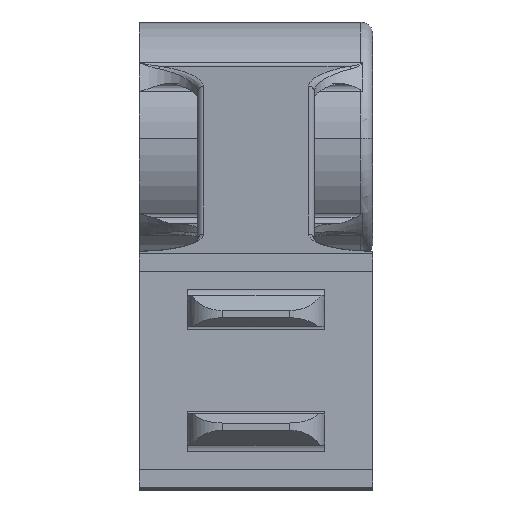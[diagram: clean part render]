
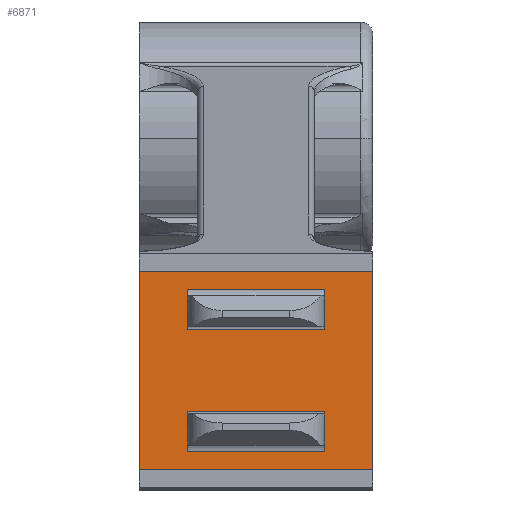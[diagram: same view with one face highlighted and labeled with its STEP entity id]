
A CAD part, top view. The second image highlights one B-rep face of the part: STEP entity #6871.
In plain terms, the highlighted planar face has unit normal (0, 0, 1).
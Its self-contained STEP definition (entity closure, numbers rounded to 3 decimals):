
#23 = FACE_BOUND ( 'NONE', #3172, .T. ) ;
#27 = FACE_BOUND ( 'NONE', #3169, .T. ) ;
#32 = FACE_OUTER_BOUND ( 'NONE', #3157, .T. ) ;
#3157 = EDGE_LOOP ( 'NONE', ( #6355, #6354, #6353, #6352 ) ) ;
#3169 = EDGE_LOOP ( 'NONE', ( #6351, #6350, #6349, #6348 ) ) ;
#3172 = EDGE_LOOP ( 'NONE', ( #6359, #6358, #6357, #6356 ) ) ;
#3757 = EDGE_CURVE ( 'NONE', #9824, #9796, #8720, .T. ) ;
#3758 = EDGE_CURVE ( 'NONE', #9824, #9825, #8716, .T. ) ;
#3759 = EDGE_CURVE ( 'NONE', #9823, #9825, #8721, .T. ) ;
#3760 = EDGE_CURVE ( 'NONE', #9796, #9823, #8725, .T. ) ;
#3761 = EDGE_CURVE ( 'NONE', #9815, #9816, #8727, .T. ) ;
#3762 = EDGE_CURVE ( 'NONE', #9816, #9820, #8729, .T. ) ;
#3763 = EDGE_CURVE ( 'NONE', #9804, #9820, #8731, .T. ) ;
#3764 = EDGE_CURVE ( 'NONE', #9804, #9815, #8723, .T. ) ;
#3765 = EDGE_CURVE ( 'NONE', #9811, #9805, #8735, .T. ) ;
#3766 = EDGE_CURVE ( 'NONE', #9811, #9812, #8733, .T. ) ;
#3767 = EDGE_CURVE ( 'NONE', #9807, #9812, #8737, .T. ) ;
#3768 = EDGE_CURVE ( 'NONE', #9805, #9807, #8741, .T. ) ;
#4092 = AXIS2_PLACEMENT_3D ( 'NONE', #5109, #5107, #5113 ) ;
#5107 = DIRECTION ( 'NONE',  ( 0., 0., -1. ) ) ;
#5109 = CARTESIAN_POINT ( 'NONE',  ( 1., -10., 68.5 ) ) ;
#5111 = PLANE ( 'NONE',  #4092 ) ;
#5113 = DIRECTION ( 'NONE',  ( -1., 0., 0. ) ) ;
#5691 = DIRECTION ( 'NONE',  ( -1., 0., 0. ) ) ;
#5692 = CARTESIAN_POINT ( 'NONE',  ( -5.9, -16.52, 68.5 ) ) ;
#5697 = CARTESIAN_POINT ( 'NONE',  ( 5.9, -13.02, 68.5 ) ) ;
#5698 = CARTESIAN_POINT ( 'NONE',  ( 5.9, -14.02, 68.5 ) ) ;
#5702 = CARTESIAN_POINT ( 'NONE',  ( 1., -11.5, 68.5 ) ) ;
#5703 = DIRECTION ( 'NONE',  ( 0., 1., 0. ) ) ;
#5704 = CARTESIAN_POINT ( 'NONE',  ( 5.9, -25.98, 68.5 ) ) ;
#5705 = DIRECTION ( 'NONE',  ( 1., 0., 0. ) ) ;
#5706 = CARTESIAN_POINT ( 'NONE',  ( -5.9, -14.02, 68.5 ) ) ;
#5707 = DIRECTION ( 'NONE',  ( 0., 1., 0. ) ) ;
#5708 = CARTESIAN_POINT ( 'NONE',  ( 10., -28.5, 68.5 ) ) ;
#5709 = DIRECTION ( 'NONE',  ( 0., -1., 0. ) ) ;
#5710 = CARTESIAN_POINT ( 'NONE',  ( 1., -28.5, 68.5 ) ) ;
#5711 = DIRECTION ( 'NONE',  ( -1., 0., 0. ) ) ;
#5712 = CARTESIAN_POINT ( 'NONE',  ( -10., -28.5, 68.5 ) ) ;
#5713 = CARTESIAN_POINT ( 'NONE',  ( 5.9, -23.48, 68.5 ) ) ;
#5714 = DIRECTION ( 'NONE',  ( 0., -1., 0. ) ) ;
#5715 = DIRECTION ( 'NONE',  ( 1., 0., 0. ) ) ;
#5716 = CARTESIAN_POINT ( 'NONE',  ( -5.9, -26.98, 68.5 ) ) ;
#5718 = DIRECTION ( 'NONE',  ( -1., 0., 0. ) ) ;
#5719 = DIRECTION ( 'NONE',  ( 0., 1., 0. ) ) ;
#5721 = DIRECTION ( 'NONE',  ( 1., 0., 0. ) ) ;
#5722 = CARTESIAN_POINT ( 'NONE',  ( -5.9, -25.98, 68.5 ) ) ;
#5723 = DIRECTION ( 'NONE',  ( 0., 1., 0. ) ) ;
#6348 = ORIENTED_EDGE ( 'NONE', *, *, #3757, .T. ) ;
#6349 = ORIENTED_EDGE ( 'NONE', *, *, #3758, .F. ) ;
#6350 = ORIENTED_EDGE ( 'NONE', *, *, #3759, .T. ) ;
#6351 = ORIENTED_EDGE ( 'NONE', *, *, #3760, .T. ) ;
#6352 = ORIENTED_EDGE ( 'NONE', *, *, #3761, .F. ) ;
#6353 = ORIENTED_EDGE ( 'NONE', *, *, #3762, .F. ) ;
#6354 = ORIENTED_EDGE ( 'NONE', *, *, #3763, .T. ) ;
#6355 = ORIENTED_EDGE ( 'NONE', *, *, #3764, .F. ) ;
#6356 = ORIENTED_EDGE ( 'NONE', *, *, #3765, .T. ) ;
#6357 = ORIENTED_EDGE ( 'NONE', *, *, #3766, .F. ) ;
#6358 = ORIENTED_EDGE ( 'NONE', *, *, #3767, .T. ) ;
#6359 = ORIENTED_EDGE ( 'NONE', *, *, #3768, .T. ) ;
#6871 = ADVANCED_FACE ( 'NONE', ( #23, #32, #27 ), #5111, .F. ) ;
#8386 = CARTESIAN_POINT ( 'NONE',  ( -5.9, -16.52, 68.5 ) ) ;
#8394 = CARTESIAN_POINT ( 'NONE',  ( -10., -11.5, 68.5 ) ) ;
#8395 = CARTESIAN_POINT ( 'NONE',  ( -5.9, -26.98, 68.5 ) ) ;
#8397 = CARTESIAN_POINT ( 'NONE',  ( -5.9, -23.48, 68.5 ) ) ;
#8401 = CARTESIAN_POINT ( 'NONE',  ( 5.9, -26.98, 68.5 ) ) ;
#8402 = CARTESIAN_POINT ( 'NONE',  ( 5.9, -23.48, 68.5 ) ) ;
#8405 = CARTESIAN_POINT ( 'NONE',  ( 10., -11.5, 68.5 ) ) ;
#8406 = CARTESIAN_POINT ( 'NONE',  ( 10., -28.5, 68.5 ) ) ;
#8410 = CARTESIAN_POINT ( 'NONE',  ( -10., -28.5, 68.5 ) ) ;
#8413 = CARTESIAN_POINT ( 'NONE',  ( -5.9, -13.02, 68.5 ) ) ;
#8414 = CARTESIAN_POINT ( 'NONE',  ( 5.9, -16.52, 68.5 ) ) ;
#8415 = CARTESIAN_POINT ( 'NONE',  ( 5.9, -13.02, 68.5 ) ) ;
#8716 = LINE ( 'NONE', #5698, #8724 ) ;
#8720 = LINE ( 'NONE', #5692, #8722 ) ;
#8721 = LINE ( 'NONE', #5697, #8726 ) ;
#8722 = VECTOR ( 'NONE', #5691, 1000. ) ;
#8723 = LINE ( 'NONE', #5702, #8736 ) ;
#8724 = VECTOR ( 'NONE', #5703, 1000. ) ;
#8725 = LINE ( 'NONE', #5706, #8728 ) ;
#8726 = VECTOR ( 'NONE', #5705, 1000. ) ;
#8727 = LINE ( 'NONE', #5708, #8730 ) ;
#8728 = VECTOR ( 'NONE', #5707, 1000. ) ;
#8729 = LINE ( 'NONE', #5710, #8732 ) ;
#8730 = VECTOR ( 'NONE', #5709, 1000. ) ;
#8731 = LINE ( 'NONE', #5712, #8734 ) ;
#8732 = VECTOR ( 'NONE', #5711, 1000. ) ;
#8733 = LINE ( 'NONE', #5704, #8740 ) ;
#8734 = VECTOR ( 'NONE', #5714, 1000. ) ;
#8735 = LINE ( 'NONE', #5716, #8738 ) ;
#8736 = VECTOR ( 'NONE', #5715, 1000. ) ;
#8737 = LINE ( 'NONE', #5713, #8742 ) ;
#8738 = VECTOR ( 'NONE', #5718, 1000. ) ;
#8740 = VECTOR ( 'NONE', #5719, 1000. ) ;
#8741 = LINE ( 'NONE', #5722, #8744 ) ;
#8742 = VECTOR ( 'NONE', #5721, 1000. ) ;
#8744 = VECTOR ( 'NONE', #5723, 1000. ) ;
#9796 = VERTEX_POINT ( 'NONE', #8386 ) ;
#9804 = VERTEX_POINT ( 'NONE', #8394 ) ;
#9805 = VERTEX_POINT ( 'NONE', #8395 ) ;
#9807 = VERTEX_POINT ( 'NONE', #8397 ) ;
#9811 = VERTEX_POINT ( 'NONE', #8401 ) ;
#9812 = VERTEX_POINT ( 'NONE', #8402 ) ;
#9815 = VERTEX_POINT ( 'NONE', #8405 ) ;
#9816 = VERTEX_POINT ( 'NONE', #8406 ) ;
#9820 = VERTEX_POINT ( 'NONE', #8410 ) ;
#9823 = VERTEX_POINT ( 'NONE', #8413 ) ;
#9824 = VERTEX_POINT ( 'NONE', #8414 ) ;
#9825 = VERTEX_POINT ( 'NONE', #8415 ) ;
